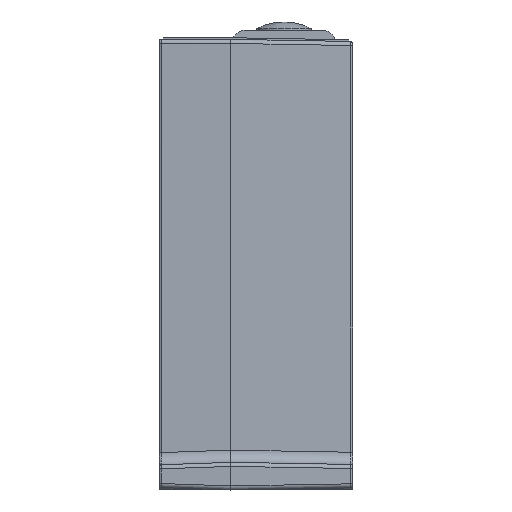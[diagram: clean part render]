
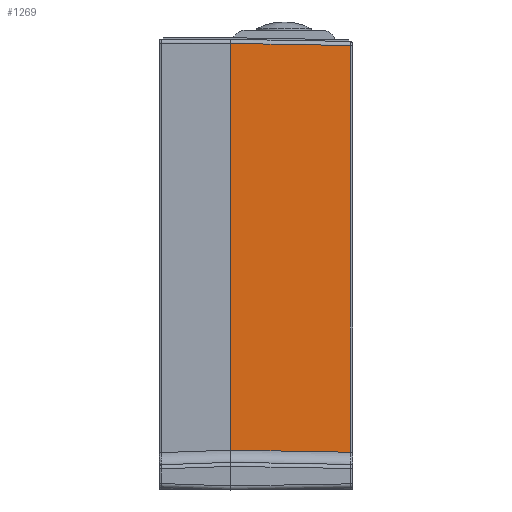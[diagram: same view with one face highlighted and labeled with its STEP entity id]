
A CAD part, left-side view. The second image highlights one B-rep face of the part: STEP entity #1269.
In plain terms, the highlighted planar face has unit normal (-1, -0.018, 0).
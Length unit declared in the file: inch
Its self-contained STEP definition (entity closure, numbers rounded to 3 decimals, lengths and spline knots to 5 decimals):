
#98 = LINE ( 'NONE', #4924, #7439 ) ;
#502 = VERTEX_POINT ( 'NONE', #13791 ) ;
#943 = VECTOR ( 'NONE', #4481, 39.37008 ) ;
#1269 = ADVANCED_FACE ( 'NONE', ( #7910 ), #4963, .T. ) ;
#1914 = DIRECTION ( 'NONE',  ( 0.017, -1., 0. ) ) ;
#2238 = EDGE_CURVE ( 'NONE', #19252, #502, #10397, .T. ) ;
#2585 = CARTESIAN_POINT ( 'NONE',  ( -2.19155, 0.59162, -0.6378 ) ) ;
#3670 = CARTESIAN_POINT ( 'NONE',  ( -2.18144, 0.01268, 1.32061 ) ) ;
#4300 = DIRECTION ( 'NONE',  ( 0., 0., -1. ) ) ;
#4481 = DIRECTION ( 'NONE',  ( 0.017, -1., -0.017 ) ) ;
#4924 = CARTESIAN_POINT ( 'NONE',  ( -2.19155, 0.59162, 1.40112 ) ) ;
#4963 = PLANE ( 'NONE',  #5092 ) ;
#5092 = AXIS2_PLACEMENT_3D ( 'NONE', #12246, #15474, #1914 ) ;
#5872 = CARTESIAN_POINT ( 'NONE',  ( -2.18144, 0.01268, 1.33995 ) ) ;
#6089 = VECTOR ( 'NONE', #12381, 39.37008 ) ;
#6297 = DIRECTION ( 'NONE',  ( 0., 0., -1. ) ) ;
#7035 = EDGE_CURVE ( 'NONE', #10116, #14638, #98, .T. ) ;
#7439 = VECTOR ( 'NONE', #6297, 39.37008 ) ;
#7910 = FACE_OUTER_BOUND ( 'NONE', #11783, .T. ) ;
#8356 = VECTOR ( 'NONE', #4300, 39.37008 ) ;
#8478 = ORIENTED_EDGE ( 'NONE', *, *, #16693, .T. ) ;
#9640 = ORIENTED_EDGE ( 'NONE', *, *, #7035, .T. ) ;
#10116 = VERTEX_POINT ( 'NONE', #17259 ) ;
#10397 = LINE ( 'NONE', #5872, #8356 ) ;
#11783 = EDGE_LOOP ( 'NONE', ( #8478, #9640, #19356, #13963 ) ) ;
#12246 = CARTESIAN_POINT ( 'NONE',  ( -2.19155, 0.59162, 1.40112 ) ) ;
#12381 = DIRECTION ( 'NONE',  ( -0.017, 1., 0.017 ) ) ;
#13791 = CARTESIAN_POINT ( 'NONE',  ( -2.18145, 0.01268, -0.64791 ) ) ;
#13963 = ORIENTED_EDGE ( 'NONE', *, *, #2238, .F. ) ;
#14638 = VERTEX_POINT ( 'NONE', #2585 ) ;
#14704 = CARTESIAN_POINT ( 'NONE',  ( -2.18114, -0.00458, -0.64821 ) ) ;
#14998 = LINE ( 'NONE', #14704, #943 ) ;
#15474 = DIRECTION ( 'NONE',  ( -1., -0.017, 0. ) ) ;
#15503 = CARTESIAN_POINT ( 'NONE',  ( -2.18144, 0.01268, 1.32061 ) ) ;
#16693 = EDGE_CURVE ( 'NONE', #19252, #10116, #18260, .T. ) ;
#17259 = CARTESIAN_POINT ( 'NONE',  ( -2.19155, 0.59162, 1.33072 ) ) ;
#17907 = EDGE_CURVE ( 'NONE', #14638, #502, #14998, .T. ) ;
#18260 = LINE ( 'NONE', #15503, #6089 ) ;
#19252 = VERTEX_POINT ( 'NONE', #3670 ) ;
#19356 = ORIENTED_EDGE ( 'NONE', *, *, #17907, .T. ) ;
